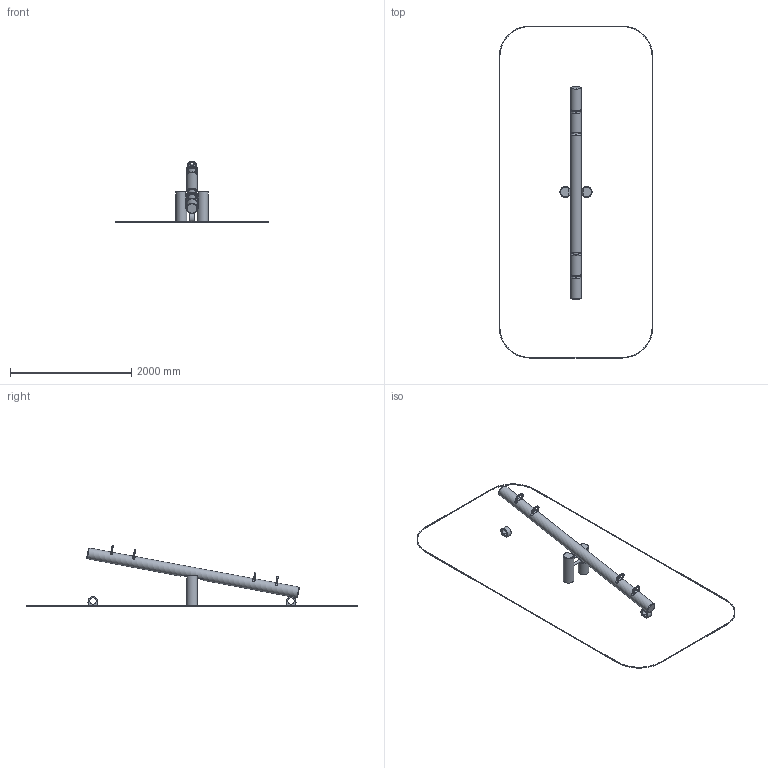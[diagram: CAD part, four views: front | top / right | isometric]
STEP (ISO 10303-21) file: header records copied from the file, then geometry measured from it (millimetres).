
FILE_DESCRIPTION(('STEP AP214'), '1');
FILE_NAME('êà÷àëêà-áàëàíñèð', '', ('UNSPECIFIED'), ('UNSPECIFIED'), 'C3D Converter', 'C3D Toolkit', '');
FILE_SCHEMA(('AUTOMOTIVE_DESIGN { 1 0 10303 214 3 1 1}'));
Length unit declared in the file: millimetre
Products named in the file (24): КБL-04.1.00.00; КБL-04.1-014.00.00; -9006; КБ-01Б-01.02.01; КБ-01Б-01.02.02; КБ-01Б-01.02.03; КБL-04.1-00.00.01-5064; КБL-04.1-00.00.02-5064; КБL-04.1-00.01.00; YL-S450; КБL-04.1-00.02.00
Assembly tree (39 placements, depth 4):
  КБL-04.1.00.00
    КБL-04.1-014.00.00
      -9006
        (unnamed)  x2
        (unnamed)
        (unnamed)  x2
        (unnamed)  x4
        (unnamed)
      (unnamed)
        КБ-01Б-01.02.01
        КБ-01Б-01.02.02  x4
        КБ-01Б-01.02.03
        (unnamed)
    КБL-04.1-00.00.01-5064
    КБL-04.1-00.00.02-5064
    КБL-04.1-00.00.02-5064
    (unnamed)
    КБL-04.1-00.01.00  x4
      (unnamed)
      (unnamed)
    YL-S450  x2
    КБL-04.1-00.02.00  x2
      (unnamed)
      (unnamed)
Bounding box: 2530 x 5470.01 x 999 mm (x, y, z)
Volume: 118113356.2 mm3; surface area: 4011940.6 mm2
Topology: 36 solids, 36 shells, 392 faces, 897 edges, 580 vertices
Faces by surface type: plane 215, cylinder 149, torus 20, cone 8
Full cylindrical faces by diameter (mm): 8 x4, 12 x1, 12.5 x2, 15.4 x16, 20 x2, 21 x16, 32 x2, 38 x2, 40 x1, 42 x2, 42.3 x4, 103 x2, 180 x3
Entity records: 8610 total; most frequent: CARTESIAN_POINT 1904, DIRECTION 1019, ORIENTED_EDGE 838, EDGE_CURVE 419, AXIS2_PLACEMENT_3D 385, VERTEX_POINT 294, EDGE_LOOP 257, LINE 249
